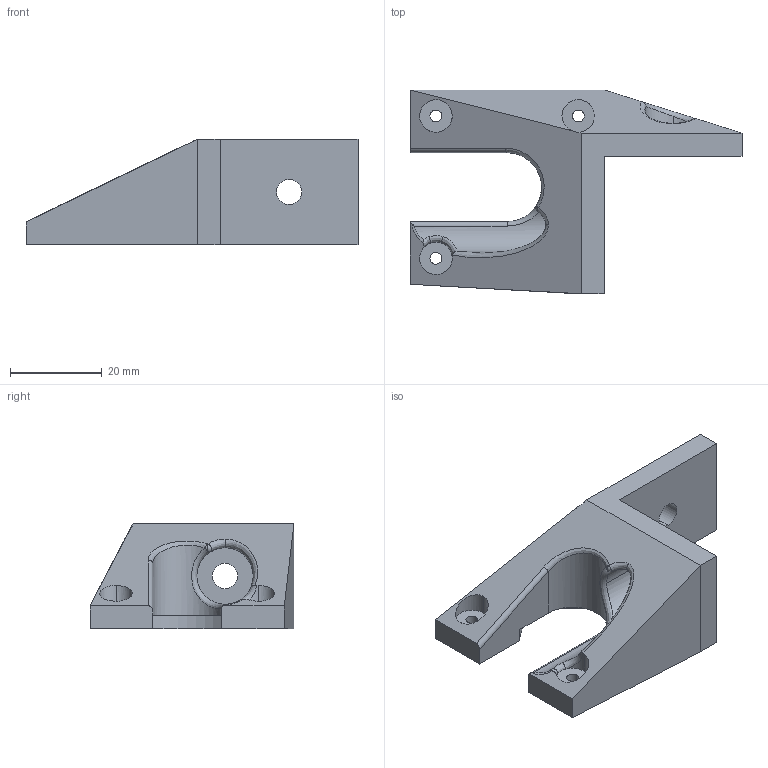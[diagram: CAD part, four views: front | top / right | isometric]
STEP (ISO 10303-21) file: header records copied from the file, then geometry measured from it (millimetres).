
FILE_DESCRIPTION (( 'USING AP203' ), '1' );
FILE_NAME ('y-stepper-holder.STEP', '2024-07-05T14:44:03', ( '' ), ( '' ), '', '', '' );
FILE_SCHEMA (( 'CONFIG_CONTROL_DESIGN' ));
Length unit declared in the file: millimetre
Products named in the file (1): y-stepper-holder
Bounding box: 72.3 x 44.4 x 23 mm (x, y, z)
Volume: 23298.6 mm3; surface area: 8723.1 mm2
Topology: 1 solids, 1 shells, 60 faces, 159 edges, 102 vertices
Faces by surface type: cylinder 25, plane 21, bspline 12, sphere 2
Entity records: 2637 total; most frequent: CARTESIAN_POINT 1180, ORIENTED_EDGE 318, DIRECTION 257, EDGE_CURVE 159, VERTEX_POINT 102, AXIS2_PLACEMENT_3D 97, EDGE_LOOP 71, VECTOR 63
